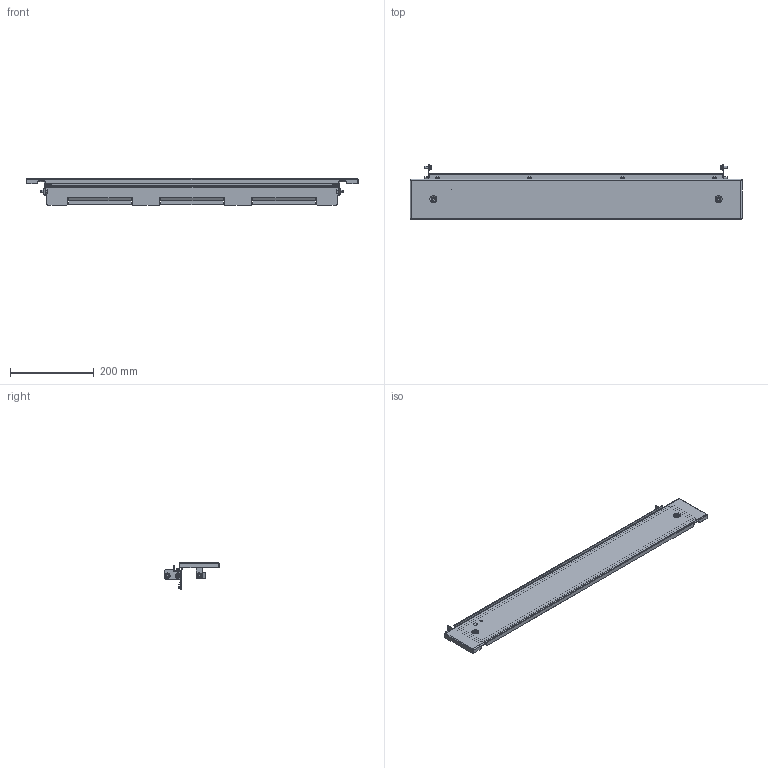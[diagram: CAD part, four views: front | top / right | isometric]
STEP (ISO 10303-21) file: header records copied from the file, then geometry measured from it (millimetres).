
FILE_DESCRIPTION (( 'STEP AP214' ), '1' );
FILE_NAME ('YKM40D-FO-PWS-010-080-54 FORMAT Ôàëüø_ïàíåëü âíåøíÿÿ 100õ800ìì IP54 (2øò_êîìïë) IEK.STEP', '2022-05-30T11:32:44', ( '' ), ( '' ), 'SwSTEP 2.0', 'SolidWorks 2017', '' );
FILE_SCHEMA (( 'AUTOMOTIVE_DESIGN' ));
Length unit declared in the file: millimetre
Products named in the file (1): YKM40D-FO-PWS-010-080-54 FORMAT Ôàëüø_ïàíåëü âíåøíÿÿ 100õ800ìì IP54 (2øò_êîìïë) IEK
Bounding box: 795 x 130.5 x 63.1 mm (x, y, z)
Volume: 293802.9 mm3; surface area: 410215.3 mm2
Topology: 28 solids, 28 shells, 1192 faces, 2954 edges, 1840 vertices
Faces by surface type: plane 634, cylinder 382, cone 106, bspline 50, torus 12, sphere 8
Entity records: 53128 total; most frequent: CARTESIAN_POINT 11668, ORIENTED_EDGE 5900, DIRECTION 5828, EDGE_CURVE 2950, AXIS2_PLACEMENT_3D 2075, VERTEX_POINT 1840, VECTOR 1678, LINE 1678
